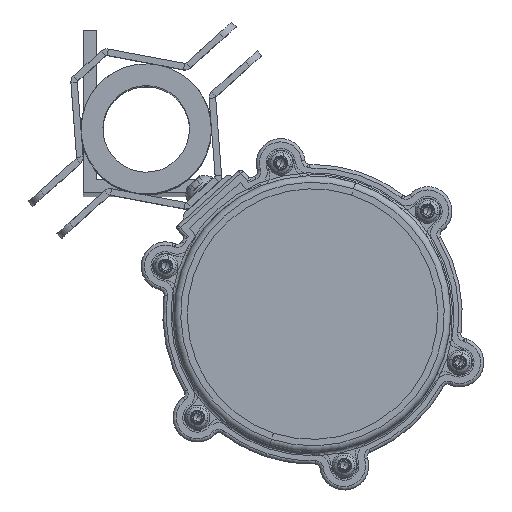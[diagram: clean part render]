
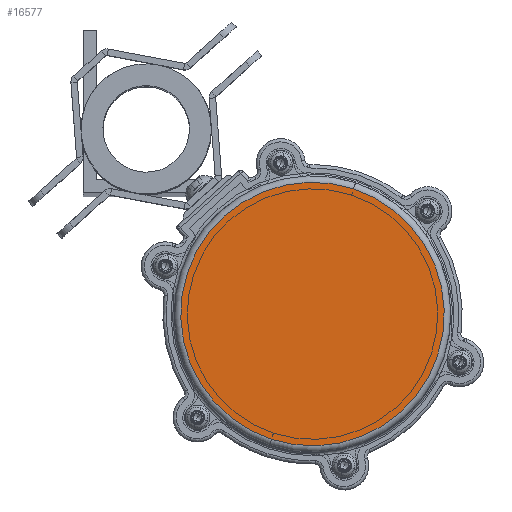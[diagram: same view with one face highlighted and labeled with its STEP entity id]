
A CAD part, top view. The second image highlights one B-rep face of the part: STEP entity #16577.
In plain terms, the highlighted face is planar.
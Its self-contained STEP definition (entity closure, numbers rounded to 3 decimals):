
#16 = EDGE_CURVE ( 'NONE', #5735, #18359, #11283, .T. ) ;
#1096 = EDGE_LOOP ( 'NONE', ( #14587, #20773 ) ) ;
#3432 = CARTESIAN_POINT ( 'NONE',  ( 40.5, 0., -43. ) ) ;
#5029 = AXIS2_PLACEMENT_3D ( 'NONE', #32183, #26420, #8890 ) ;
#5735 = VERTEX_POINT ( 'NONE', #3432 ) ;
#5940 = PLANE ( 'NONE',  #5029 ) ;
#8890 = DIRECTION ( 'NONE',  ( -1., 0., 0. ) ) ;
#11283 = CIRCLE ( 'NONE', #36516, 40.5 ) ;
#12991 = FACE_OUTER_BOUND ( 'NONE', #1096, .T. ) ;
#13864 = CARTESIAN_POINT ( 'NONE',  ( 0., 0., -43. ) ) ;
#14106 = DIRECTION ( 'NONE',  ( -1., 0., 0. ) ) ;
#14587 = ORIENTED_EDGE ( 'NONE', *, *, #20224, .T. ) ;
#16577 = ADVANCED_FACE ( 'NONE', ( #12991 ), #5940, .T. ) ;
#16797 = DIRECTION ( 'NONE',  ( -1., 0., 0. ) ) ;
#18359 = VERTEX_POINT ( 'NONE', #25066 ) ;
#20224 = EDGE_CURVE ( 'NONE', #18359, #5735, #33697, .T. ) ;
#20773 = ORIENTED_EDGE ( 'NONE', *, *, #16, .T. ) ;
#22184 = DIRECTION ( 'NONE',  ( 0., 0., -1. ) ) ;
#24974 = AXIS2_PLACEMENT_3D ( 'NONE', #13864, #34326, #16797 ) ;
#25066 = CARTESIAN_POINT ( 'NONE',  ( -40.5, 0., -43. ) ) ;
#26420 = DIRECTION ( 'NONE',  ( 0., 0., -1. ) ) ;
#32183 = CARTESIAN_POINT ( 'NONE',  ( 0., 0., -43. ) ) ;
#33697 = CIRCLE ( 'NONE', #24974, 40.5 ) ;
#34326 = DIRECTION ( 'NONE',  ( 0., 0., -1. ) ) ;
#34603 = CARTESIAN_POINT ( 'NONE',  ( 0., 0., -43. ) ) ;
#36516 = AXIS2_PLACEMENT_3D ( 'NONE', #34603, #22184, #14106 ) ;
